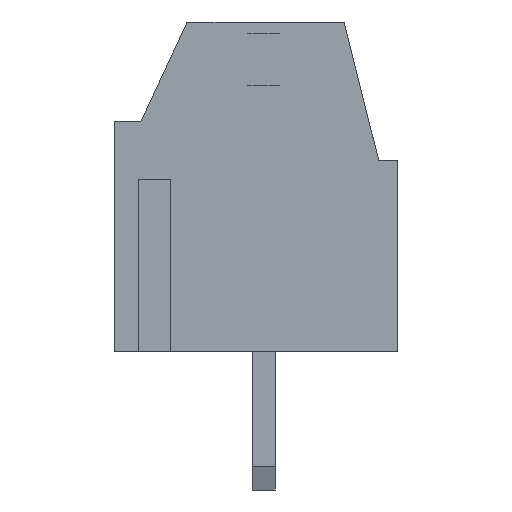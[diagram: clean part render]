
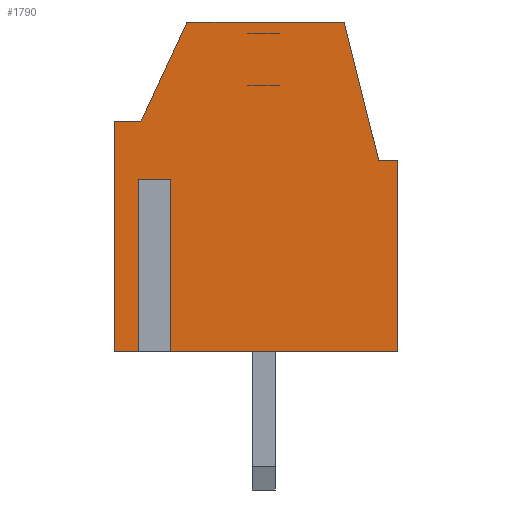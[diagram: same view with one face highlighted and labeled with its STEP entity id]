
A CAD part, left-side view. The second image highlights one B-rep face of the part: STEP entity #1790.
In plain terms, the highlighted planar face has unit normal (-1, 0, 0).
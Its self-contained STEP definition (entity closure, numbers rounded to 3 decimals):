
#1492 = VERTEX_POINT('',#1493);
#1493 = CARTESIAN_POINT('',(-1.75,-2.1,8.6));
#1501 = VERTEX_POINT('',#1502);
#1502 = CARTESIAN_POINT('',(-1.75,2.,8.6));
#1508 = EDGE_CURVE('',#1492,#1501,#1509,.T.);
#1509 = LINE('',#1510,#1511);
#1510 = CARTESIAN_POINT('',(-1.75,-2.1,8.6));
#1511 = VECTOR('',#1512,1.);
#1512 = DIRECTION('',(0.,1.,0.));
#1790 = ADVANCED_FACE('',(#1791),#1880,.F.);
#1791 = FACE_BOUND('',#1792,.F.);
#1792 = EDGE_LOOP('',(#1793,#1794,#1802,#1810,#1818,#1826,#1834,#1842,
    #1850,#1858,#1866,#1874));
#1793 = ORIENTED_EDGE('',*,*,#1508,.F.);
#1794 = ORIENTED_EDGE('',*,*,#1795,.F.);
#1795 = EDGE_CURVE('',#1796,#1492,#1798,.T.);
#1796 = VERTEX_POINT('',#1797);
#1797 = CARTESIAN_POINT('',(-1.75,-3.,5.));
#1798 = LINE('',#1799,#1800);
#1799 = CARTESIAN_POINT('',(-1.75,-3.,5.));
#1800 = VECTOR('',#1801,1.);
#1801 = DIRECTION('',(0.,0.243,0.97));
#1802 = ORIENTED_EDGE('',*,*,#1803,.F.);
#1803 = EDGE_CURVE('',#1804,#1796,#1806,.T.);
#1804 = VERTEX_POINT('',#1805);
#1805 = CARTESIAN_POINT('',(-1.75,-3.5,5.));
#1806 = LINE('',#1807,#1808);
#1807 = CARTESIAN_POINT('',(-1.75,-3.5,5.));
#1808 = VECTOR('',#1809,1.);
#1809 = DIRECTION('',(0.,1.,0.));
#1810 = ORIENTED_EDGE('',*,*,#1811,.F.);
#1811 = EDGE_CURVE('',#1812,#1804,#1814,.T.);
#1812 = VERTEX_POINT('',#1813);
#1813 = CARTESIAN_POINT('',(-1.75,-3.5,-0.));
#1814 = LINE('',#1815,#1816);
#1815 = CARTESIAN_POINT('',(-1.75,-3.5,0.));
#1816 = VECTOR('',#1817,1.);
#1817 = DIRECTION('',(0.,0.,1.));
#1818 = ORIENTED_EDGE('',*,*,#1819,.F.);
#1819 = EDGE_CURVE('',#1820,#1812,#1822,.T.);
#1820 = VERTEX_POINT('',#1821);
#1821 = CARTESIAN_POINT('',(-1.75,2.591,0.));
#1822 = LINE('',#1823,#1824);
#1823 = CARTESIAN_POINT('',(-1.75,3.9,0.));
#1824 = VECTOR('',#1825,1.);
#1825 = DIRECTION('',(0.,-1.,0.));
#1826 = ORIENTED_EDGE('',*,*,#1827,.T.);
#1827 = EDGE_CURVE('',#1820,#1828,#1830,.T.);
#1828 = VERTEX_POINT('',#1829);
#1829 = CARTESIAN_POINT('',(-1.75,2.591,4.5));
#1830 = LINE('',#1831,#1832);
#1831 = CARTESIAN_POINT('',(-1.75,2.591,0.));
#1832 = VECTOR('',#1833,1.);
#1833 = DIRECTION('',(0.,0.,1.));
#1834 = ORIENTED_EDGE('',*,*,#1835,.F.);
#1835 = EDGE_CURVE('',#1836,#1828,#1838,.T.);
#1836 = VERTEX_POINT('',#1837);
#1837 = CARTESIAN_POINT('',(-1.75,3.109,4.5));
#1838 = LINE('',#1839,#1840);
#1839 = CARTESIAN_POINT('',(-1.75,3.109,4.5));
#1840 = VECTOR('',#1841,1.);
#1841 = DIRECTION('',(0.,-1.,0.));
#1842 = ORIENTED_EDGE('',*,*,#1843,.F.);
#1843 = EDGE_CURVE('',#1844,#1836,#1846,.T.);
#1844 = VERTEX_POINT('',#1845);
#1845 = CARTESIAN_POINT('',(-1.75,3.109,0.));
#1846 = LINE('',#1847,#1848);
#1847 = CARTESIAN_POINT('',(-1.75,3.109,0.));
#1848 = VECTOR('',#1849,1.);
#1849 = DIRECTION('',(0.,0.,1.));
#1850 = ORIENTED_EDGE('',*,*,#1851,.F.);
#1851 = EDGE_CURVE('',#1852,#1844,#1854,.T.);
#1852 = VERTEX_POINT('',#1853);
#1853 = CARTESIAN_POINT('',(-1.75,3.9,0.));
#1854 = LINE('',#1855,#1856);
#1855 = CARTESIAN_POINT('',(-1.75,3.9,0.));
#1856 = VECTOR('',#1857,1.);
#1857 = DIRECTION('',(0.,-1.,0.));
#1858 = ORIENTED_EDGE('',*,*,#1859,.F.);
#1859 = EDGE_CURVE('',#1860,#1852,#1862,.T.);
#1860 = VERTEX_POINT('',#1861);
#1861 = CARTESIAN_POINT('',(-1.75,3.9,6.));
#1862 = LINE('',#1863,#1864);
#1863 = CARTESIAN_POINT('',(-1.75,3.9,6.));
#1864 = VECTOR('',#1865,1.);
#1865 = DIRECTION('',(0.,0.,-1.));
#1866 = ORIENTED_EDGE('',*,*,#1867,.F.);
#1867 = EDGE_CURVE('',#1868,#1860,#1870,.T.);
#1868 = VERTEX_POINT('',#1869);
#1869 = CARTESIAN_POINT('',(-1.75,3.2,6.));
#1870 = LINE('',#1871,#1872);
#1871 = CARTESIAN_POINT('',(-1.75,3.2,6.));
#1872 = VECTOR('',#1873,1.);
#1873 = DIRECTION('',(0.,1.,0.));
#1874 = ORIENTED_EDGE('',*,*,#1875,.F.);
#1875 = EDGE_CURVE('',#1501,#1868,#1876,.T.);
#1876 = LINE('',#1877,#1878);
#1877 = CARTESIAN_POINT('',(-1.75,2.,8.6));
#1878 = VECTOR('',#1879,1.);
#1879 = DIRECTION('',(0.,0.419,-0.908));
#1880 = PLANE('',#1881);
#1881 = AXIS2_PLACEMENT_3D('',#1882,#1883,#1884);
#1882 = CARTESIAN_POINT('',(-1.75,0.199,3.917));
#1883 = DIRECTION('',(1.,0.,0.));
#1884 = DIRECTION('',(0.,0.,1.));
